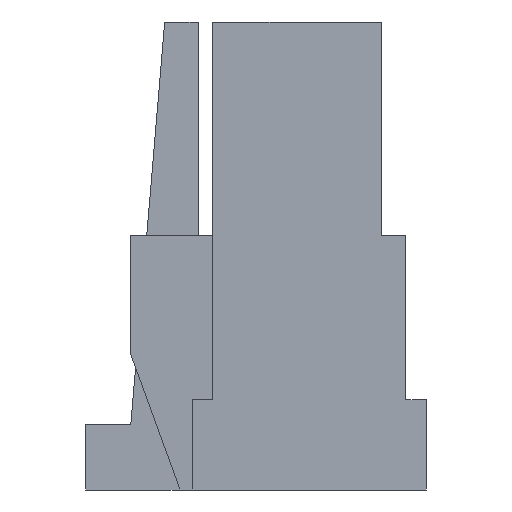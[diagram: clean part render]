
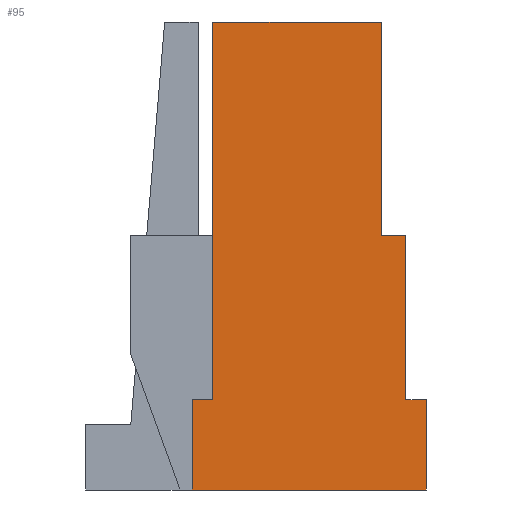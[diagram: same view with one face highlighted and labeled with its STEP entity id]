
A CAD part, left-side view. The second image highlights one B-rep face of the part: STEP entity #95.
In plain terms, the highlighted planar face has unit normal (-1, 0, 0).
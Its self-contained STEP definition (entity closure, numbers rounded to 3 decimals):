
#95 = ADVANCED_FACE ( 'NONE', ( #507 ), #1099, .F. ) ;
#181 = VERTEX_POINT ( 'NONE', #1319 ) ;
#183 = VERTEX_POINT ( 'NONE', #1325 ) ;
#184 = VERTEX_POINT ( 'NONE', #1328 ) ;
#188 = VERTEX_POINT ( 'NONE', #1331 ) ;
#205 = VERTEX_POINT ( 'NONE', #1348 ) ;
#373 = ORIENTED_EDGE ( 'NONE', *, *, #700, .F. ) ;
#374 = ORIENTED_EDGE ( 'NONE', *, *, #701, .F. ) ;
#375 = ORIENTED_EDGE ( 'NONE', *, *, #705, .F. ) ;
#376 = ORIENTED_EDGE ( 'NONE', *, *, #2783, .F. ) ;
#377 = ORIENTED_EDGE ( 'NONE', *, *, #2789, .F. ) ;
#378 = ORIENTED_EDGE ( 'NONE', *, *, #2855, .T. ) ;
#379 = ORIENTED_EDGE ( 'NONE', *, *, #2791, .F. ) ;
#380 = ORIENTED_EDGE ( 'NONE', *, *, #2780, .F. ) ;
#381 = ORIENTED_EDGE ( 'NONE', *, *, #702, .T. ) ;
#382 = ORIENTED_EDGE ( 'NONE', *, *, #703, .T. ) ;
#507 = FACE_OUTER_BOUND ( 'NONE', #572, .T. ) ;
#572 = EDGE_LOOP ( 'NONE', ( #382, #381, #380, #379, #378, #377, #376, #375, #374, #373 ) ) ;
#700 = EDGE_CURVE ( 'NONE', #1061, #1040, #1509, .T. ) ;
#701 = EDGE_CURVE ( 'NONE', #1040, #1035, #1515, .T. ) ;
#702 = EDGE_CURVE ( 'NONE', #1032, #1031, #1517, .T. ) ;
#703 = EDGE_CURVE ( 'NONE', #1061, #1032, #1519, .T. ) ;
#705 = EDGE_CURVE ( 'NONE', #1035, #183, #1521, .T. ) ;
#1031 = VERTEX_POINT ( 'NONE', #1975 ) ;
#1032 = VERTEX_POINT ( 'NONE', #1976 ) ;
#1035 = VERTEX_POINT ( 'NONE', #1979 ) ;
#1040 = VERTEX_POINT ( 'NONE', #1984 ) ;
#1061 = VERTEX_POINT ( 'NONE', #2005 ) ;
#1099 = PLANE ( 'NONE',  #2251 ) ;
#1100 = CARTESIAN_POINT ( 'NONE',  ( -8.083, -0.117, 10.35 ) ) ;
#1105 = DIRECTION ( 'NONE',  ( 1., 0., 0. ) ) ;
#1106 = DIRECTION ( 'NONE',  ( 0., -1., 0. ) ) ;
#1151 = LINE ( 'NONE', #1714, #1154 ) ;
#1154 = VECTOR ( 'NONE', #1716, 1000. ) ;
#1155 = LINE ( 'NONE', #1718, #1159 ) ;
#1159 = VECTOR ( 'NONE', #1720, 1000. ) ;
#1283 = LINE ( 'NONE', #2457, #1286 ) ;
#1286 = VECTOR ( 'NONE', #2458, 1000. ) ;
#1319 = CARTESIAN_POINT ( 'NONE',  ( -8.083, -2.167, 10.35 ) ) ;
#1325 = CARTESIAN_POINT ( 'NONE',  ( -8.083, -0.117, 10.35 ) ) ;
#1328 = CARTESIAN_POINT ( 'NONE',  ( -8.083, -2.467, 5.75 ) ) ;
#1331 = CARTESIAN_POINT ( 'NONE',  ( -8.083, -2.167, 7.75 ) ) ;
#1348 = CARTESIAN_POINT ( 'NONE',  ( -8.083, -2.467, 7.75 ) ) ;
#1509 = LINE ( 'NONE', #2293, #1518 ) ;
#1515 = LINE ( 'NONE', #2297, #1520 ) ;
#1517 = LINE ( 'NONE', #2303, #1522 ) ;
#1518 = VECTOR ( 'NONE', #2305, 1000. ) ;
#1519 = LINE ( 'NONE', #2306, #1524 ) ;
#1520 = VECTOR ( 'NONE', #2307, 1000. ) ;
#1521 = LINE ( 'NONE', #2308, #1528 ) ;
#1522 = VECTOR ( 'NONE', #2309, 1000. ) ;
#1524 = VECTOR ( 'NONE', #2311, 1000. ) ;
#1528 = VECTOR ( 'NONE', #2315, 1000. ) ;
#1605 = LINE ( 'NONE', #1696, #1608 ) ;
#1608 = VECTOR ( 'NONE', #1697, 1000. ) ;
#1610 = LINE ( 'NONE', #1702, #2567 ) ;
#1696 = CARTESIAN_POINT ( 'NONE',  ( -8.083, -1.417, 5.75 ) ) ;
#1697 = DIRECTION ( 'NONE',  ( 0., -1., 0. ) ) ;
#1702 = CARTESIAN_POINT ( 'NONE',  ( -8.083, -1.417, 10.35 ) ) ;
#1703 = DIRECTION ( 'NONE',  ( 0., -1., 0. ) ) ;
#1714 = CARTESIAN_POINT ( 'NONE',  ( -8.083, -2.167, 7.5 ) ) ;
#1716 = DIRECTION ( 'NONE',  ( 0., 0., -1. ) ) ;
#1718 = CARTESIAN_POINT ( 'NONE',  ( -8.083, -2.467, 7.5 ) ) ;
#1720 = DIRECTION ( 'NONE',  ( 0., 0., -1. ) ) ;
#1975 = CARTESIAN_POINT ( 'NONE',  ( -8.083, -2.717, 5.75 ) ) ;
#1976 = CARTESIAN_POINT ( 'NONE',  ( -8.083, -2.717, 4.65 ) ) ;
#1979 = CARTESIAN_POINT ( 'NONE',  ( -8.083, -0.117, 5.75 ) ) ;
#1984 = CARTESIAN_POINT ( 'NONE',  ( -8.083, 0.133, 5.75 ) ) ;
#2005 = CARTESIAN_POINT ( 'NONE',  ( -8.083, 0.133, 4.65 ) ) ;
#2251 = AXIS2_PLACEMENT_3D ( 'NONE', #1100, #1105, #1106 ) ;
#2293 = CARTESIAN_POINT ( 'NONE',  ( -8.083, 0.133, 0. ) ) ;
#2297 = CARTESIAN_POINT ( 'NONE',  ( -8.083, 0.133, 5.75 ) ) ;
#2303 = CARTESIAN_POINT ( 'NONE',  ( -8.083, -2.717, 5.2 ) ) ;
#2305 = DIRECTION ( 'NONE',  ( 0., 0., 1. ) ) ;
#2306 = CARTESIAN_POINT ( 'NONE',  ( -8.083, -1.217, 4.65 ) ) ;
#2307 = DIRECTION ( 'NONE',  ( 0., -1., 0. ) ) ;
#2308 = CARTESIAN_POINT ( 'NONE',  ( -8.083, -0.117, 7.5 ) ) ;
#2309 = DIRECTION ( 'NONE',  ( 0., 0., 1. ) ) ;
#2311 = DIRECTION ( 'NONE',  ( 0., -1., 0. ) ) ;
#2315 = DIRECTION ( 'NONE',  ( 0., 0., 1. ) ) ;
#2457 = CARTESIAN_POINT ( 'NONE',  ( -8.083, -2.317, 7.75 ) ) ;
#2458 = DIRECTION ( 'NONE',  ( 0., 1., 0. ) ) ;
#2567 = VECTOR ( 'NONE', #1703, 1000. ) ;
#2780 = EDGE_CURVE ( 'NONE', #184, #1031, #1605, .T. ) ;
#2783 = EDGE_CURVE ( 'NONE', #183, #181, #1610, .T. ) ;
#2789 = EDGE_CURVE ( 'NONE', #181, #188, #1151, .T. ) ;
#2791 = EDGE_CURVE ( 'NONE', #205, #184, #1155, .T. ) ;
#2855 = EDGE_CURVE ( 'NONE', #205, #188, #1283, .T. ) ;
